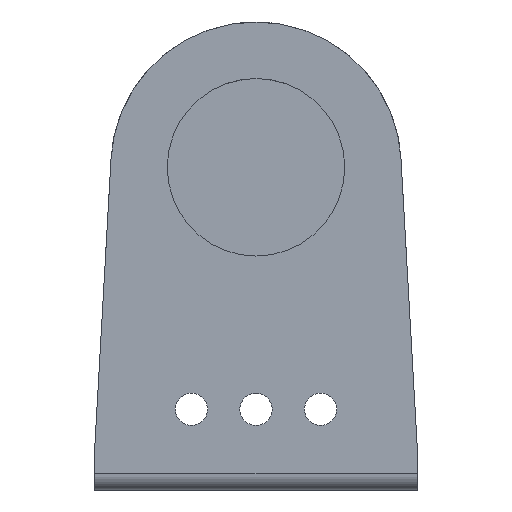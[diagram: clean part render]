
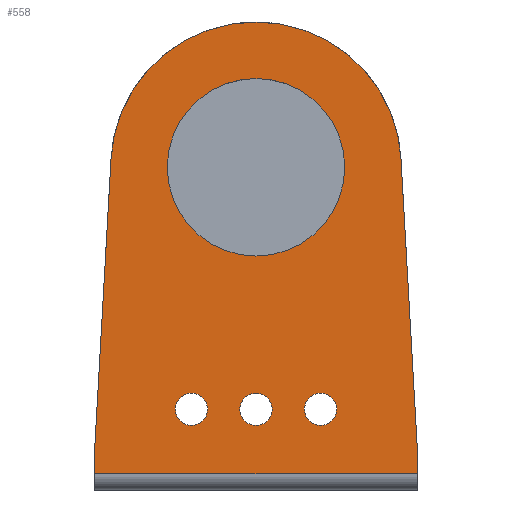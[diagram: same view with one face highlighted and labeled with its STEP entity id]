
A CAD part, front view. The second image highlights one B-rep face of the part: STEP entity #558.
In plain terms, the highlighted planar face has unit normal (0, -1, 0).
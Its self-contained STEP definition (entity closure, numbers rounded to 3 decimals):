
#231=CARTESIAN_POINT('Vertex',(-17.972,0.,1.012)) ;
#234=CARTESIAN_POINT('Axis2P3D Location',(0.,0.,0.)) ;
#238=CARTESIAN_POINT('Vertex',(17.972,0.,1.012)) ;
#308=CARTESIAN_POINT('Axis2P3D Location',(0.,0.,0.)) ;
#312=CARTESIAN_POINT('Vertex',(-11.,0.,0.)) ;
#314=CARTESIAN_POINT('Vertex',(11.,0.,0.)) ;
#413=CARTESIAN_POINT('Vertex',(-20.,0.,-35.)) ;
#416=CARTESIAN_POINT('Line Origine',(-18.986,0.,-16.994)) ;
#456=CARTESIAN_POINT('Axis2P3D Location',(0.,0.,0.)) ;
#461=CARTESIAN_POINT('Line Origine',(0.,0.,-38.)) ;
#465=CARTESIAN_POINT('Vertex',(20.,0.,-38.)) ;
#467=CARTESIAN_POINT('Vertex',(-20.,0.,-38.)) ;
#470=CARTESIAN_POINT('Line Origine',(20.,0.,-36.5)) ;
#474=CARTESIAN_POINT('Vertex',(20.,0.,-35.)) ;
#477=CARTESIAN_POINT('Line Origine',(18.986,0.,-16.994)) ;
#482=CARTESIAN_POINT('Line Origine',(-20.,0.,-36.5)) ;
#495=CARTESIAN_POINT('Axis2P3D Location',(0.,0.,0.)) ;
#504=CARTESIAN_POINT('Axis2P3D Location',(8.,0.,-30.)) ;
#508=CARTESIAN_POINT('Vertex',(6.,0.,-30.)) ;
#510=CARTESIAN_POINT('Vertex',(10.,0.,-30.)) ;
#513=CARTESIAN_POINT('Axis2P3D Location',(8.,0.,-30.)) ;
#522=CARTESIAN_POINT('Axis2P3D Location',(-8.,0.,-30.)) ;
#526=CARTESIAN_POINT('Vertex',(-6.,0.,-30.)) ;
#528=CARTESIAN_POINT('Vertex',(-10.,0.,-30.)) ;
#531=CARTESIAN_POINT('Axis2P3D Location',(-8.,0.,-30.)) ;
#540=CARTESIAN_POINT('Axis2P3D Location',(0.,0.,-30.)) ;
#544=CARTESIAN_POINT('Vertex',(2.,0.,-30.)) ;
#546=CARTESIAN_POINT('Vertex',(-2.,0.,-30.)) ;
#549=CARTESIAN_POINT('Axis2P3D Location',(0.,0.,-30.)) ;
#235=DIRECTION('Axis2P3D Direction',(0.,1.,-0.)) ;
#309=DIRECTION('Axis2P3D Direction',(0.,1.,-0.)) ;
#417=DIRECTION('Vector Direction',(0.056,0.,0.998)) ;
#457=DIRECTION('Axis2P3D Direction',(0.,1.,-0.)) ;
#458=DIRECTION('Axis2P3D XDirection',(-1.,0.,0.)) ;
#462=DIRECTION('Vector Direction',(-1.,0.,0.)) ;
#471=DIRECTION('Vector Direction',(0.,0.,-1.)) ;
#478=DIRECTION('Vector Direction',(-0.056,0.,0.998)) ;
#483=DIRECTION('Vector Direction',(0.,0.,-1.)) ;
#496=DIRECTION('Axis2P3D Direction',(0.,1.,-0.)) ;
#505=DIRECTION('Axis2P3D Direction',(0.,1.,-0.)) ;
#514=DIRECTION('Axis2P3D Direction',(0.,1.,-0.)) ;
#523=DIRECTION('Axis2P3D Direction',(0.,1.,-0.)) ;
#532=DIRECTION('Axis2P3D Direction',(0.,1.,-0.)) ;
#541=DIRECTION('Axis2P3D Direction',(0.,1.,-0.)) ;
#550=DIRECTION('Axis2P3D Direction',(0.,1.,-0.)) ;
#236=AXIS2_PLACEMENT_3D('Circle Axis2P3D',#234,#235,$) ;
#310=AXIS2_PLACEMENT_3D('Circle Axis2P3D',#308,#309,$) ;
#459=AXIS2_PLACEMENT_3D('Plane Axis2P3D',#456,#457,#458) ;
#497=AXIS2_PLACEMENT_3D('Circle Axis2P3D',#495,#496,$) ;
#506=AXIS2_PLACEMENT_3D('Circle Axis2P3D',#504,#505,$) ;
#515=AXIS2_PLACEMENT_3D('Circle Axis2P3D',#513,#514,$) ;
#524=AXIS2_PLACEMENT_3D('Circle Axis2P3D',#522,#523,$) ;
#533=AXIS2_PLACEMENT_3D('Circle Axis2P3D',#531,#532,$) ;
#542=AXIS2_PLACEMENT_3D('Circle Axis2P3D',#540,#541,$) ;
#551=AXIS2_PLACEMENT_3D('Circle Axis2P3D',#549,#550,$) ;
#488=ORIENTED_EDGE('',*,*,#469,.F.) ;
#489=ORIENTED_EDGE('',*,*,#476,.F.) ;
#490=ORIENTED_EDGE('',*,*,#481,.T.) ;
#491=ORIENTED_EDGE('',*,*,#240,.T.) ;
#492=ORIENTED_EDGE('',*,*,#420,.T.) ;
#493=ORIENTED_EDGE('',*,*,#486,.T.) ;
#501=ORIENTED_EDGE('',*,*,#316,.T.) ;
#502=ORIENTED_EDGE('',*,*,#499,.T.) ;
#519=ORIENTED_EDGE('',*,*,#512,.T.) ;
#520=ORIENTED_EDGE('',*,*,#517,.T.) ;
#537=ORIENTED_EDGE('',*,*,#530,.T.) ;
#538=ORIENTED_EDGE('',*,*,#535,.T.) ;
#555=ORIENTED_EDGE('',*,*,#548,.T.) ;
#556=ORIENTED_EDGE('',*,*,#553,.T.) ;
#503=FACE_BOUND('',#500,.T.) ;
#521=FACE_BOUND('',#518,.T.) ;
#539=FACE_BOUND('',#536,.T.) ;
#557=FACE_BOUND('',#554,.T.) ;
#418=VECTOR('Line Direction',#417,1.) ;
#463=VECTOR('Line Direction',#462,1.) ;
#472=VECTOR('Line Direction',#471,1.) ;
#479=VECTOR('Line Direction',#478,1.) ;
#484=VECTOR('Line Direction',#483,1.) ;
#558=ADVANCED_FACE('PartBody',(#494,#503,#521,#539,#557),#460,.F.) ;
#237=CIRCLE('generated circle',#236,18.) ;
#311=CIRCLE('generated circle',#310,11.) ;
#498=CIRCLE('generated circle',#497,11.) ;
#507=CIRCLE('generated circle',#506,2.) ;
#516=CIRCLE('generated circle',#515,2.) ;
#525=CIRCLE('generated circle',#524,2.) ;
#534=CIRCLE('generated circle',#533,2.) ;
#543=CIRCLE('generated circle',#542,2.) ;
#552=CIRCLE('generated circle',#551,2.) ;
#240=EDGE_CURVE('',#239,#232,#237,.F.) ;
#316=EDGE_CURVE('',#313,#315,#311,.T.) ;
#420=EDGE_CURVE('',#232,#414,#419,.F.) ;
#469=EDGE_CURVE('',#466,#468,#464,.T.) ;
#476=EDGE_CURVE('',#475,#466,#473,.T.) ;
#481=EDGE_CURVE('',#475,#239,#480,.T.) ;
#486=EDGE_CURVE('',#414,#468,#485,.T.) ;
#499=EDGE_CURVE('',#315,#313,#498,.T.) ;
#512=EDGE_CURVE('',#509,#511,#507,.T.) ;
#517=EDGE_CURVE('',#511,#509,#516,.T.) ;
#530=EDGE_CURVE('',#527,#529,#525,.T.) ;
#535=EDGE_CURVE('',#529,#527,#534,.T.) ;
#548=EDGE_CURVE('',#545,#547,#543,.T.) ;
#553=EDGE_CURVE('',#547,#545,#552,.T.) ;
#487=EDGE_LOOP('',(#488,#489,#490,#491,#492,#493)) ;
#500=EDGE_LOOP('',(#501,#502)) ;
#518=EDGE_LOOP('',(#519,#520)) ;
#536=EDGE_LOOP('',(#537,#538)) ;
#554=EDGE_LOOP('',(#555,#556)) ;
#494=FACE_OUTER_BOUND('',#487,.T.) ;
#419=LINE('Line',#416,#418) ;
#464=LINE('Line',#461,#463) ;
#473=LINE('Line',#470,#472) ;
#480=LINE('Line',#477,#479) ;
#485=LINE('Line',#482,#484) ;
#460=PLANE('Plane',#459) ;
#232=VERTEX_POINT('',#231) ;
#239=VERTEX_POINT('',#238) ;
#313=VERTEX_POINT('',#312) ;
#315=VERTEX_POINT('',#314) ;
#414=VERTEX_POINT('',#413) ;
#466=VERTEX_POINT('',#465) ;
#468=VERTEX_POINT('',#467) ;
#475=VERTEX_POINT('',#474) ;
#509=VERTEX_POINT('',#508) ;
#511=VERTEX_POINT('',#510) ;
#527=VERTEX_POINT('',#526) ;
#529=VERTEX_POINT('',#528) ;
#545=VERTEX_POINT('',#544) ;
#547=VERTEX_POINT('',#546) ;
